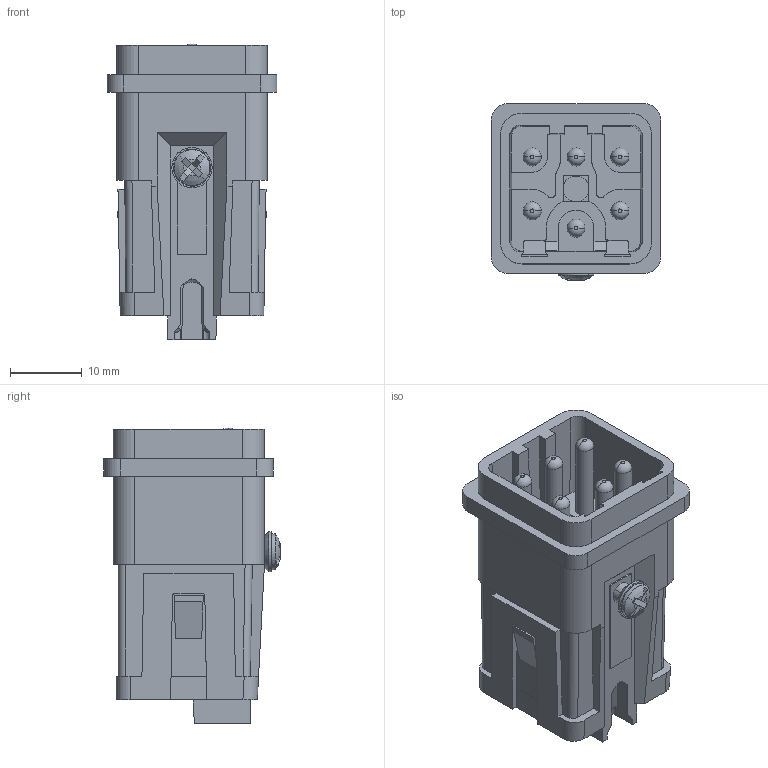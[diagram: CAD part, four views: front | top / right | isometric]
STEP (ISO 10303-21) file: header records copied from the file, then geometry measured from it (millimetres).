
FILE_DESCRIPTION(/* description */ ('Alibre Inc.'),/* implementation_level */ '2;1');
FILE_NAME(/* name */ 'export-6019CC7F-19C6-453B-8E0A-ECD0CBB2E346',/* time_stamp */ '2024-05-03T12:23:45+02:00',/* author */ (''),/* organization */ (''),/* preprocessor_version */ 'ST-DEVELOPER v17',/* originating_system */ 'Alibre',/* authorisation */ '');
FILE_SCHEMA (('AUTOMOTIVE_DESIGN'));
Length unit declared in the file: millimetre
Products named in the file (2): HC_Q05_I_PT_M-select
Bounding box: 23.6 x 24.53 x 41.12 mm (x, y, z)
Volume: 10245.7 mm3; surface area: 7322 mm2
Topology: 1 solids, 1 shells, 511 faces, 1440 edges, 949 vertices
Faces by surface type: plane 338, cylinder 106, cone 47, torus 12, bspline 6, sphere 2
Entity records: 26899 total; most frequent: CARTESIAN_POINT 14315, ORIENTED_EDGE 2880, DIRECTION 2006, EDGE_CURVE 1440, VERTEX_POINT 949, VECTOR 918, LINE 918, AXIS2_PLACEMENT_3D 719
